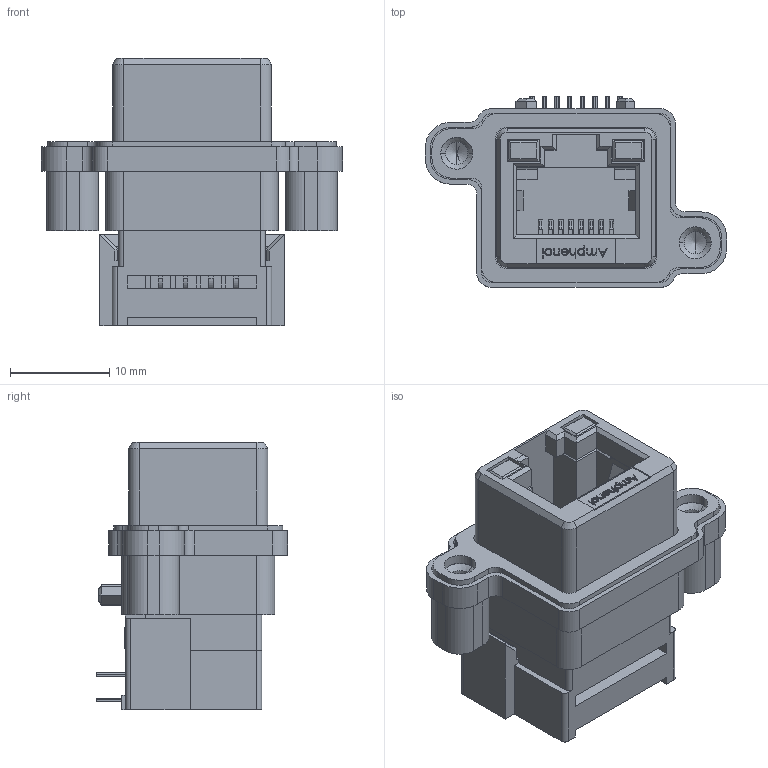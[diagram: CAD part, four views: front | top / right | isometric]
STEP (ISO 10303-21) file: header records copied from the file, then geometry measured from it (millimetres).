
FILE_DESCRIPTION (( 'STEP AP214' ), '1' );
FILE_NAME ('M-MRJ-5380-01.STEP', '2019-05-13T13:46:11', ( '' ), ( '' ), 'SwSTEP 2.0', 'SolidWorks 2014', '' );
FILE_SCHEMA (( 'AUTOMOTIVE_DESIGN' ));
Length unit declared in the file: millimetre
Products named in the file (1): M-MRJ-5380-01
Bounding box: 30.3 x 19.24 x 26.95 mm (x, y, z)
Volume: 4881.8 mm3; surface area: 4590.5 mm2
Topology: 1 solids, 1 shells, 878 faces, 2426 edges, 1560 vertices
Faces by surface type: plane 518, cylinder 214, bspline 130, cone 16
Entity records: 31465 total; most frequent: CARTESIAN_POINT 9646, ORIENTED_EDGE 4832, DIRECTION 4150, EDGE_CURVE 2416, VECTOR 1706, LINE 1706, VERTEX_POINT 1560, AXIS2_PLACEMENT_3D 1222
